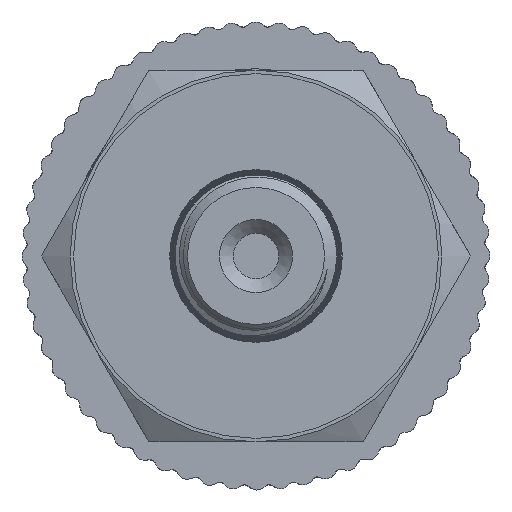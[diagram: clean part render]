
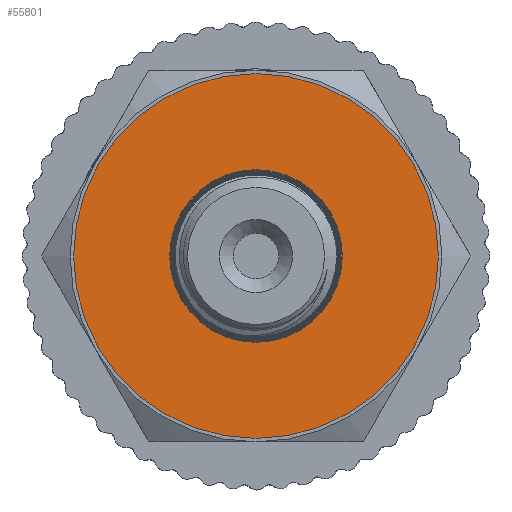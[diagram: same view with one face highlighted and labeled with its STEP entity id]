
A CAD part, left-side view. The second image highlights one B-rep face of the part: STEP entity #55801.
In plain terms, the highlighted planar face has unit normal (-1, 0, 0).
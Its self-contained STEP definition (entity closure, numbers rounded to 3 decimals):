
#5080=PLANE('',#59177);
#7225=FACE_BOUND('',#11821,.T.);
#8280=FACE_OUTER_BOUND('',#11820,.T.);
#11820=EDGE_LOOP('',(#38874));
#11821=EDGE_LOOP('',(#38875));
#15409=CIRCLE('',#59067,6.27);
#15443=CIRCLE('',#59168,13.25);
#22313=VERTEX_POINT('',#85579);
#22885=VERTEX_POINT('',#95327);
#28160=EDGE_CURVE('',#22313,#22313,#15409,.T.);
#29025=EDGE_CURVE('',#22885,#22885,#15443,.T.);
#38874=ORIENTED_EDGE('',*,*,#29025,.T.);
#38875=ORIENTED_EDGE('',*,*,#28160,.T.);
#55801=ADVANCED_FACE('',(#8280,#7225),#5080,.T.);
#59067=AXIS2_PLACEMENT_3D('',#85580,#66781,#66782);
#59168=AXIS2_PLACEMENT_3D('',#95328,#67277,#67278);
#59177=AXIS2_PLACEMENT_3D('',#96112,#67298,#67299);
#66781=DIRECTION('center_axis',(1.,0.,0.));
#66782=DIRECTION('ref_axis',(0.,0.,-1.));
#67277=DIRECTION('center_axis',(-1.,0.,0.));
#67278=DIRECTION('ref_axis',(0.,1.,0.));
#67298=DIRECTION('center_axis',(-1.,0.,0.));
#67299=DIRECTION('ref_axis',(0.,0.,1.));
#85579=CARTESIAN_POINT('',(-48.,-6.27,0.));
#85580=CARTESIAN_POINT('Origin',(-48.,0.,0.));
#95327=CARTESIAN_POINT('',(-48.,-13.25,0.));
#95328=CARTESIAN_POINT('Origin',(-48.,0.,0.));
#96112=CARTESIAN_POINT('Origin',(-48.,13.5,0.));
